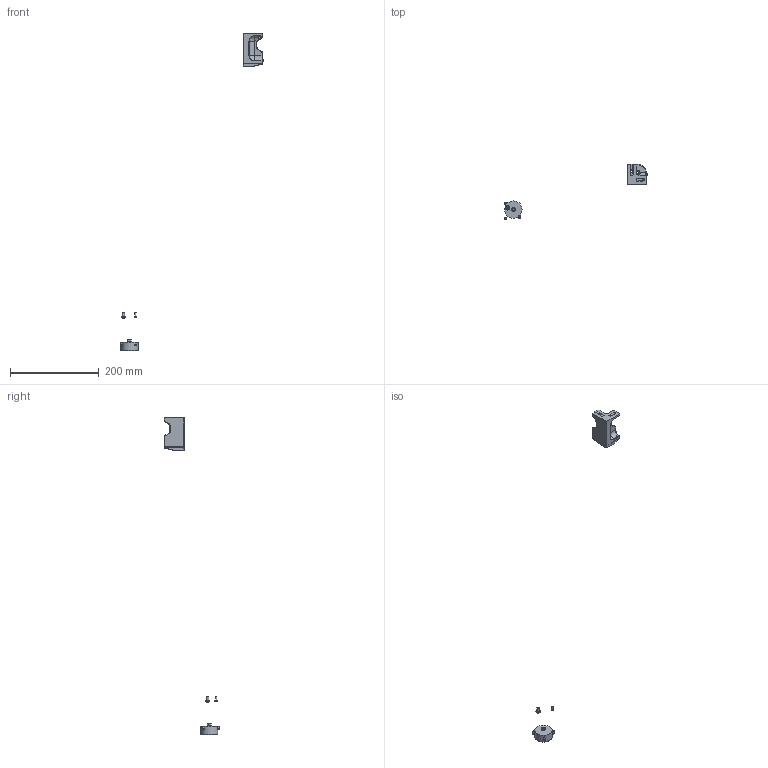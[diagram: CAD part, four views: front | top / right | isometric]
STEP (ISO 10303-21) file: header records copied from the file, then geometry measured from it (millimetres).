
FILE_DESCRIPTION(/* description */ (''),/* implementation_level */ '2;1');
FILE_NAME(/* name */ 'Corner_B.step',/* time_stamp */ '2022-04-02T16:42:29-06:00',/* author */ (''),/* organization */ (''),/* preprocessor_version */ 'ST-DEVELOPER v18.1',/* originating_system */ 'Autodesk Translation Framework v10.13.0.1454',/* authorisation */ '');
FILE_SCHEMA (('AUTOMOTIVE_DESIGN { 1 0 10303 214 3 1 1 }'));
Length unit declared in the file: millimetre
Products named in the file (9): Corner_B; M3x6 BHCS (2); Rubber Foot (2); M3x6 BHCS (19); M3x6 BHCS (18); M5x10 BHCS (32); M3x8 SHCS (69); M5x16 BHCS (5); M5 Hex Nut (10)
Assembly tree (8 placements, depth 2):
  Corner_B
    M3x6 BHCS (2)
    Rubber Foot (2)
    M3x6 BHCS (19)
    M3x6 BHCS (18)
    M5x10 BHCS (32)
    M3x8 SHCS (69)
    M5x16 BHCS (5)
    M5 Hex Nut (10)
Bounding box: 323.08 x 124.39 x 713.95 mm (x, y, z)
Volume: 75142.9 mm3; surface area: 24156 mm2
Topology: 10 solids, 10 shells, 417 faces, 919 edges, 540 vertices
Faces by surface type: plane 168, cylinder 125, cone 63, torus 24, bspline 22, sphere 15
Full cylindrical faces by diameter (mm): 2.8 x3, 3 x4, 3.4 x3, 3.5 x1, 5 x3, 5.12 x1, 5.4 x3, 5.5 x2, 5.7 x3, 6 x1, 9.5 x2, 13.5 x1, 39 x1
Entity records: 12437 total; most frequent: CARTESIAN_POINT 3000, DIRECTION 2029, ORIENTED_EDGE 1828, EDGE_CURVE 914, AXIS2_PLACEMENT_3D 791, VERTEX_POINT 541, EDGE_LOOP 459, LINE 447
